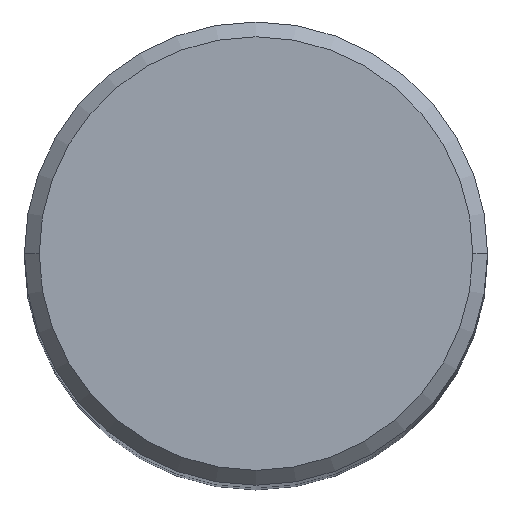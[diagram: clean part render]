
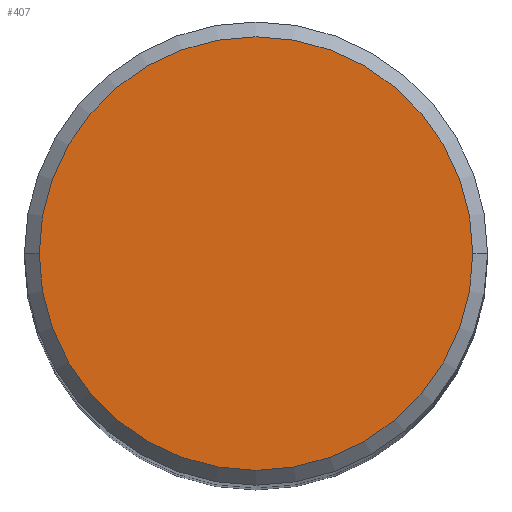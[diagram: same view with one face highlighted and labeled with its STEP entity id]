
A CAD part, top view. The second image highlights one B-rep face of the part: STEP entity #407.
In plain terms, the highlighted planar face has unit normal (0, 0, 1).
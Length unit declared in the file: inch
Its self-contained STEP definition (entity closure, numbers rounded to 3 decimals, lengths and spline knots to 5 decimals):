
#29 = EDGE_LOOP ( 'NONE', ( #106, #41 ) ) ;
#41 = ORIENTED_EDGE ( 'NONE', *, *, #462, .T. ) ;
#44 = CARTESIAN_POINT ( 'NONE',  ( 0.2925, 0., 0. ) ) ;
#68 = CIRCLE ( 'NONE', #382, 0.2925 ) ;
#77 = DIRECTION ( 'NONE',  ( 0., 0., -1. ) ) ;
#106 = ORIENTED_EDGE ( 'NONE', *, *, #195, .T. ) ;
#111 = DIRECTION ( 'NONE',  ( 0., 0., 1. ) ) ;
#195 = EDGE_CURVE ( 'NONE', #298, #367, #68, .T. ) ;
#204 = FACE_OUTER_BOUND ( 'NONE', #29, .T. ) ;
#231 = CIRCLE ( 'NONE', #346, 0.2925 ) ;
#250 = CARTESIAN_POINT ( 'NONE',  ( -0.2925, 0., 0. ) ) ;
#254 = CARTESIAN_POINT ( 'NONE',  ( 0., 0.2925, 0. ) ) ;
#275 = AXIS2_PLACEMENT_3D ( 'NONE', #254, #77, #368 ) ;
#280 = DIRECTION ( 'NONE',  ( 0., 0., 1. ) ) ;
#298 = VERTEX_POINT ( 'NONE', #250 ) ;
#324 = DIRECTION ( 'NONE',  ( 1., 0., 0. ) ) ;
#346 = AXIS2_PLACEMENT_3D ( 'NONE', #483, #111, #452 ) ;
#367 = VERTEX_POINT ( 'NONE', #44 ) ;
#368 = DIRECTION ( 'NONE',  ( -1., 0., 0. ) ) ;
#382 = AXIS2_PLACEMENT_3D ( 'NONE', #393, #280, #324 ) ;
#393 = CARTESIAN_POINT ( 'NONE',  ( 0., 0., 0. ) ) ;
#407 = ADVANCED_FACE ( 'NONE', ( #204 ), #423, .F. ) ;
#423 = PLANE ( 'NONE',  #275 ) ;
#452 = DIRECTION ( 'NONE',  ( 1., 0., 0. ) ) ;
#462 = EDGE_CURVE ( 'NONE', #367, #298, #231, .T. ) ;
#483 = CARTESIAN_POINT ( 'NONE',  ( 0., 0., 0. ) ) ;
